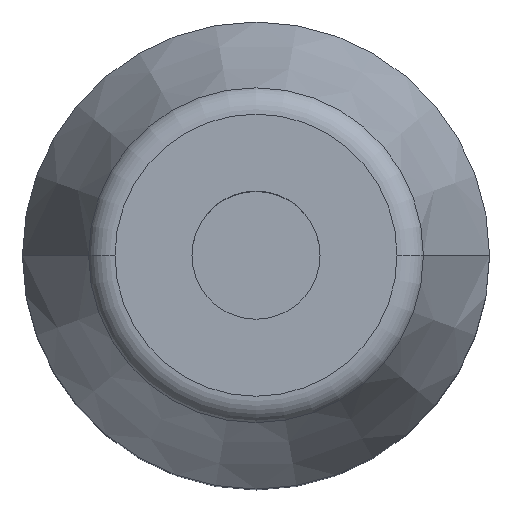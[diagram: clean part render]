
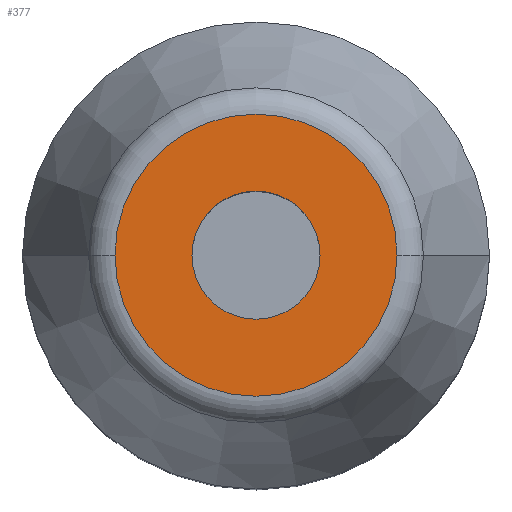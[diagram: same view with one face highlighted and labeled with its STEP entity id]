
A CAD part, top view. The second image highlights one B-rep face of the part: STEP entity #377.
In plain terms, the highlighted planar face has unit normal (0, 0, 1).
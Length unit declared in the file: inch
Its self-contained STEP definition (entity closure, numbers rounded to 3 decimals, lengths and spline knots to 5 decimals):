
#10 = DIRECTION ( 'NONE',  ( 1., 0., 0. ) ) ;
#25 = EDGE_CURVE ( 'NONE', #394, #579, #287, .T. ) ;
#70 = EDGE_LOOP ( 'NONE', ( #146, #211 ) ) ;
#77 = AXIS2_PLACEMENT_3D ( 'NONE', #756, #824, #10 ) ;
#107 = CARTESIAN_POINT ( 'NONE',  ( 0., 0., 0. ) ) ;
#109 = DIRECTION ( 'NONE',  ( 1., 0., 0. ) ) ;
#112 = CARTESIAN_POINT ( 'NONE',  ( -0.06606, 0., 0. ) ) ;
#146 = ORIENTED_EDGE ( 'NONE', *, *, #225, .T. ) ;
#172 = DIRECTION ( 'NONE',  ( 1., 0., 0. ) ) ;
#205 = VERTEX_POINT ( 'NONE', #789 ) ;
#211 = ORIENTED_EDGE ( 'NONE', *, *, #25, .T. ) ;
#223 = AXIS2_PLACEMENT_3D ( 'NONE', #308, #322, #109 ) ;
#225 = EDGE_CURVE ( 'NONE', #579, #394, #771, .T. ) ;
#251 = FACE_BOUND ( 'NONE', #837, .T. ) ;
#287 = CIRCLE ( 'NONE', #750, 0.06606 ) ;
#289 = DIRECTION ( 'NONE',  ( 0., 0., 1. ) ) ;
#306 = DIRECTION ( 'NONE',  ( 1., 0., 0. ) ) ;
#308 = CARTESIAN_POINT ( 'NONE',  ( 0., 0., 0. ) ) ;
#322 = DIRECTION ( 'NONE',  ( 0., 0., 1. ) ) ;
#328 = CARTESIAN_POINT ( 'NONE',  ( 0.06606, 0., 0. ) ) ;
#377 = ADVANCED_FACE ( 'NONE', ( #251, #669 ), #504, .T. ) ;
#394 = VERTEX_POINT ( 'NONE', #112 ) ;
#415 = ORIENTED_EDGE ( 'NONE', *, *, #626, .F. ) ;
#433 = AXIS2_PLACEMENT_3D ( 'NONE', #523, #590, #652 ) ;
#501 = CIRCLE ( 'NONE', #583, 0.03 ) ;
#504 = PLANE ( 'NONE',  #223 ) ;
#523 = CARTESIAN_POINT ( 'NONE',  ( 0., 0., 0. ) ) ;
#579 = VERTEX_POINT ( 'NONE', #328 ) ;
#583 = AXIS2_PLACEMENT_3D ( 'NONE', #770, #289, #172 ) ;
#590 = DIRECTION ( 'NONE',  ( 0., 0., 1. ) ) ;
#613 = VERTEX_POINT ( 'NONE', #805 ) ;
#626 = EDGE_CURVE ( 'NONE', #205, #613, #628, .T. ) ;
#628 = CIRCLE ( 'NONE', #77, 0.03 ) ;
#641 = DIRECTION ( 'NONE',  ( 0., 0., 1. ) ) ;
#652 = DIRECTION ( 'NONE',  ( 1., 0., 0. ) ) ;
#661 = ORIENTED_EDGE ( 'NONE', *, *, #723, .F. ) ;
#669 = FACE_OUTER_BOUND ( 'NONE', #70, .T. ) ;
#723 = EDGE_CURVE ( 'NONE', #613, #205, #501, .T. ) ;
#750 = AXIS2_PLACEMENT_3D ( 'NONE', #107, #641, #306 ) ;
#756 = CARTESIAN_POINT ( 'NONE',  ( 0., 0., 0. ) ) ;
#770 = CARTESIAN_POINT ( 'NONE',  ( 0., 0., 0. ) ) ;
#771 = CIRCLE ( 'NONE', #433, 0.06606 ) ;
#789 = CARTESIAN_POINT ( 'NONE',  ( -0.03, 0., 0. ) ) ;
#805 = CARTESIAN_POINT ( 'NONE',  ( 0.03, 0., 0. ) ) ;
#824 = DIRECTION ( 'NONE',  ( 0., 0., 1. ) ) ;
#837 = EDGE_LOOP ( 'NONE', ( #661, #415 ) ) ;
